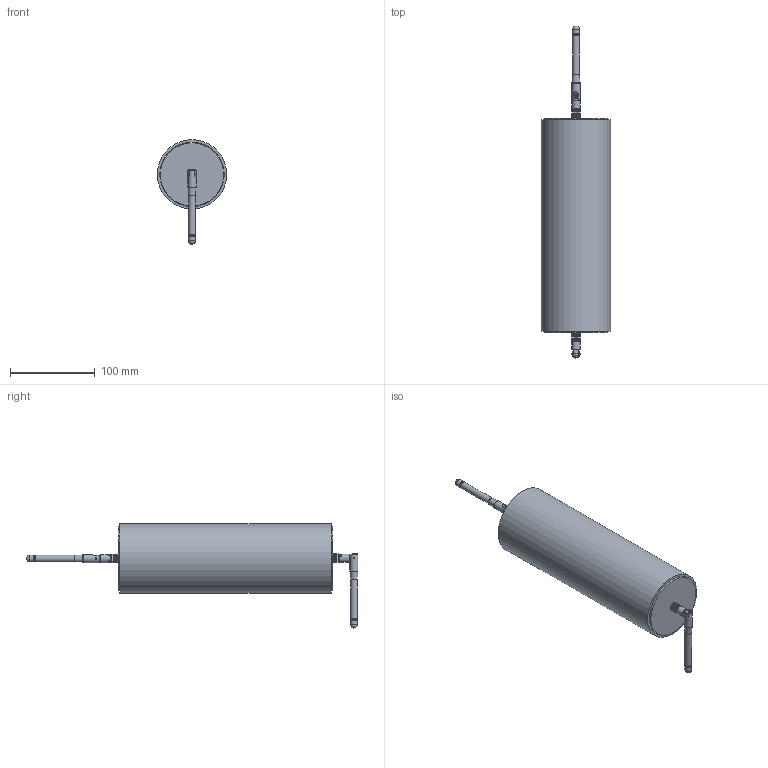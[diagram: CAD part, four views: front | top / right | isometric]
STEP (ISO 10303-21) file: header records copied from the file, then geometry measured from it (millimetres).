
FILE_DESCRIPTION(/* description */ (''),/* implementation_level */ '2;1');
FILE_NAME(/* name */ 'Full PoD assembly draft.step',/* time_stamp */ '2025-07-28T14:45:25-04:00',/* author */ (''),/* organization */ (''),/* preprocessor_version */ 'ST-DEVELOPER v20.1',/* originating_system */ 'Autodesk Translation Framework v14.10.0.0',/* authorisation */ '');
FILE_SCHEMA (('AUTOMOTIVE_DESIGN { 1 0 10303 214 3 1 1 }'));
Length unit declared in the file: millimetre
Products named in the file (14): Full PoD assembly draft; Clear PVC; Chassis; Antenna; Antenna_1; Bottom_Radio_Antenna; Top_Radio_Antenna; Screw_Radio_Antenna; Insert_Radio_Antenna; Pin_Radio_Antenna; Wire_Top_Radio_Antenna; Wire_Radio_Antenna; USRP 2900; Lipo
Assembly tree (23 placements, depth 3):
  Full PoD assembly draft
    Clear PVC
    Chassis
    Antenna
      Bottom_Radio_Antenna
      Top_Radio_Antenna
      Screw_Radio_Antenna
      Insert_Radio_Antenna
      Pin_Radio_Antenna  x2
      Wire_Top_Radio_Antenna
      Wire_Radio_Antenna
    Antenna_1
      Bottom_Radio_Antenna
      Top_Radio_Antenna
      Screw_Radio_Antenna
      Insert_Radio_Antenna
      Pin_Radio_Antenna  x2
      Wire_Top_Radio_Antenna
      Wire_Radio_Antenna
    USRP 2900  x2
    Lipo
Bounding box: 82 x 392.65 x 123.65 mm (x, y, z)
Volume: 507349.8 mm3; surface area: 258599.8 mm2
Topology: 21 solids, 21 shells, 610 faces, 1319 edges, 864 vertices
Faces by surface type: plane 338, cylinder 232, torus 22, bspline 8, sphere 6, cone 4
Full cylindrical faces by diameter (mm): 0.9 x4, 1.5 x12, 2 x8, 4 x6, 5.134 x6, 6 x6, 7.5 x12, 8 x6, 8.5 x4, 9.5 x6, 71.887 x1, 74.937 x1, 76.2 x1, 82 x1
Entity records: 11095 total; most frequent: CARTESIAN_POINT 3488, DIRECTION 1665, ORIENTED_EDGE 1348, AXIS2_PLACEMENT_3D 695, EDGE_CURVE 674, VERTEX_POINT 443, EDGE_LOOP 387, CIRCLE 346
